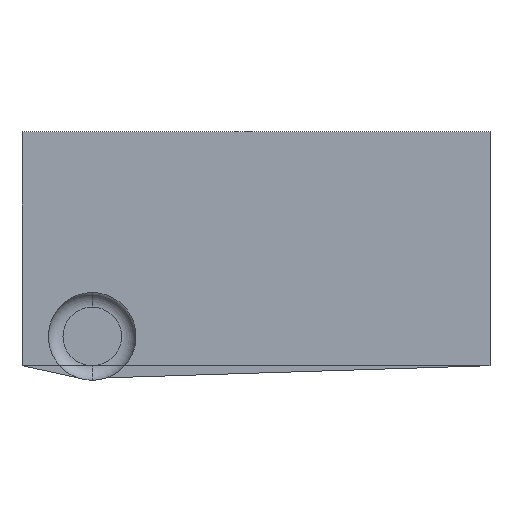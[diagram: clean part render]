
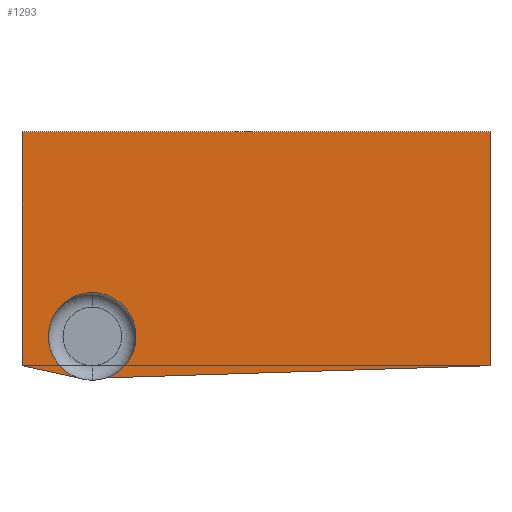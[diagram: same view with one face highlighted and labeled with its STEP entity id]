
A CAD part, top view. The second image highlights one B-rep face of the part: STEP entity #1293.
In plain terms, the highlighted planar face has unit normal (0, 0, 1).
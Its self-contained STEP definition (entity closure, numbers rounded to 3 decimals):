
#1115 = CARTESIAN_POINT ( 'NONE',  ( -0.56, -0.15, 0.45 ) ) ;
#1116 = VERTEX_POINT ( 'NONE', #1115 ) ;
#1124 = CARTESIAN_POINT ( 'NONE',  ( -0.56, -0.45, 0.45 ) ) ;
#1125 = VERTEX_POINT ( 'NONE', #1124 ) ;
#1126 = CARTESIAN_POINT ( 'NONE',  ( -0.56, -0.3, 0.45 ) ) ;
#1127 = DIRECTION ( 'NONE',  ( 0., 0., 1. ) ) ;
#1128 = DIRECTION ( 'NONE',  ( 0., -1., 0. ) ) ;
#1129 = AXIS2_PLACEMENT_3D ( 'NONE', #1126, #1127, #1128 ) ;
#1130 = CIRCLE ( 'NONE', #1129, 0.15) ;
#1131 = EDGE_CURVE ( 'NONE', #1116, #1125, #1130, .T. ) ;
#1158 = CARTESIAN_POINT ( 'NONE',  ( -0.8, -0.4, 0.45 ) ) ;
#1159 = VERTEX_POINT ( 'NONE', #1158 ) ;
#1166 = CARTESIAN_POINT ( 'NONE',  ( -0.8, 0.4, 0.45 ) ) ;
#1167 = VERTEX_POINT ( 'NONE', #1166 ) ;
#1168 = CARTESIAN_POINT ( 'NONE',  ( -0.8, -0.4, 0.45 ) ) ;
#1169 = DIRECTION ( 'NONE',  ( 0., -1., 0. ) ) ;
#1170 = VECTOR ( 'NONE', #1169, 1000. ) ;
#1171 = LINE ( 'NONE', #1168, #1170 ) ;
#1172 = EDGE_CURVE ( 'NONE', #1167, #1159, #1171, .T. ) ;
#1196 = CARTESIAN_POINT ( 'NONE',  ( 0.8, -0.4, 0.45 ) ) ;
#1197 = VERTEX_POINT ( 'NONE', #1196 ) ;
#1204 = CARTESIAN_POINT ( 'NONE',  ( 0.8, -0.4, 0.45 ) ) ;
#1205 = DIRECTION ( 'NONE',  ( 1., 0., 0. ) ) ;
#1206 = VECTOR ( 'NONE', #1205, 1000. ) ;
#1207 = LINE ( 'NONE', #1204, #1206 ) ;
#1208 = EDGE_CURVE ( 'NONE', #1159, #1197, #1207, .T. ) ;
#1227 = CARTESIAN_POINT ( 'NONE',  ( 0.8, 0.4, 0.45 ) ) ;
#1228 = VERTEX_POINT ( 'NONE', #1227 ) ;
#1235 = CARTESIAN_POINT ( 'NONE',  ( 0.8, -0.4, 0.45 ) ) ;
#1236 = DIRECTION ( 'NONE',  ( 0., 1., 0. ) ) ;
#1237 = VECTOR ( 'NONE', #1236, 1000. ) ;
#1238 = LINE ( 'NONE', #1235, #1237 ) ;
#1239 = EDGE_CURVE ( 'NONE', #1197, #1228, #1238, .T. ) ;
#1257 = CARTESIAN_POINT ( 'NONE',  ( 0.8, 0.4, 0.45 ) ) ;
#1258 = DIRECTION ( 'NONE',  ( -1., 0., 0. ) ) ;
#1259 = VECTOR ( 'NONE', #1258, 1000. ) ;
#1260 = LINE ( 'NONE', #1257, #1259 ) ;
#1261 = EDGE_CURVE ( 'NONE', #1228, #1167, #1260, .T. ) ;
#1272 = CARTESIAN_POINT ( 'NONE',  ( -0.56, -0.3, 0.45 ) ) ;
#1273 = DIRECTION ( 'NONE',  ( 0., 0., 1. ) ) ;
#1274 = DIRECTION ( 'NONE',  ( 0., -1., 0. ) ) ;
#1275 = AXIS2_PLACEMENT_3D ( 'NONE', #1272, #1273, #1274 ) ;
#1276 = CIRCLE ( 'NONE', #1275, 0.15) ;
#1277 = EDGE_CURVE ( 'NONE', #1125, #1116, #1276, .T. ) ;
#1278 = ORIENTED_EDGE ( 'NONE', *, *, #1277, .F. ) ;
#1279 = ORIENTED_EDGE ( 'NONE', *, *, #1131, .F. ) ;
#1280 = EDGE_LOOP ( 'NONE', ( #1278, #1279 ) ) ;
#1281 = FACE_BOUND ( 'NONE', #1280, .T. ) ;
#1282 = ORIENTED_EDGE ( 'NONE', *, *, #1172, .T. ) ;
#1283 = ORIENTED_EDGE ( 'NONE', *, *, #1208, .T. ) ;
#1284 = ORIENTED_EDGE ( 'NONE', *, *, #1239, .T. ) ;
#1285 = ORIENTED_EDGE ( 'NONE', *, *, #1261, .T. ) ;
#1286 = EDGE_LOOP ( 'NONE', ( #1282, #1283, #1284, #1285 ) ) ;
#1287 = FACE_OUTER_BOUND ( 'NONE', #1286, .T. ) ;
#1288 = CARTESIAN_POINT ( 'NONE',  ( 0., 0., 0.45 ) ) ;
#1289 = DIRECTION ( 'NONE',  ( 0., 0., 1. ) ) ;
#1290 = DIRECTION ( 'NONE',  ( 0., -1., 0. ) ) ;
#1291 = AXIS2_PLACEMENT_3D ( 'NONE', #1288, #1289, #1290 ) ;
#1292 = PLANE ( 'NONE', #1291 ) ;
#1293 = ADVANCED_FACE ( 'NONE', ( #1281, #1287 ), #1292, .T. ) ;
